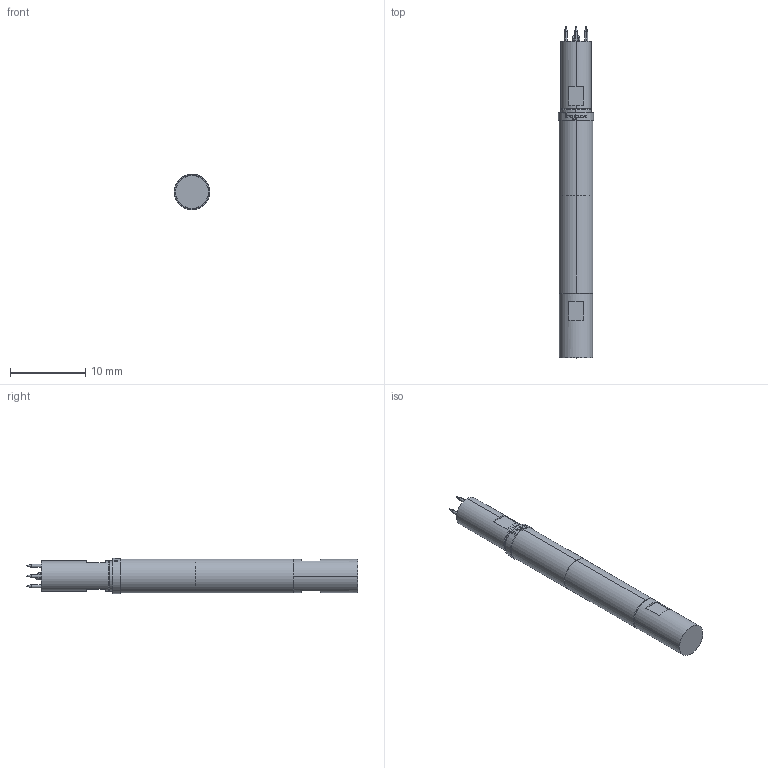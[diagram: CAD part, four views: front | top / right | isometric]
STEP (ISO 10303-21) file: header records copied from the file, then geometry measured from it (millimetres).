
FILE_DESCRIPTION (( 'STEP AP203' ), '1' );
FILE_NAME ('INGUN_HFS-8x0_307_100_A_xx02_V2-36S.STEP', '2022-04-26T12:32:22', ( 'ochi' ), ( '' ), 'SwSTEP 2.0', 'SolidWorks 2018', '' );
FILE_SCHEMA (( 'CONFIG_CONTROL_DESIGN' ));
Length unit declared in the file: millimetre
Products named in the file (1): INGUN_HFS-8x0_307_100_A_xx02_V2-36S
Bounding box: 4.7 x 44 x 4.7 mm (x, y, z)
Volume: 626.9 mm3; surface area: 623.9 mm2
Topology: 1 solids, 1 shells, 135 faces, 336 edges, 214 vertices
Faces by surface type: plane 52, bspline 35, cylinder 32, cone 16
Entity records: 4969 total; most frequent: CARTESIAN_POINT 2159, ORIENTED_EDGE 656, DIRECTION 399, EDGE_CURVE 328, VERTEX_POINT 214, B_SPLINE_CURVE_WITH_KNOTS 193, AXIS2_PLACEMENT_3D 168, EDGE_LOOP 154
